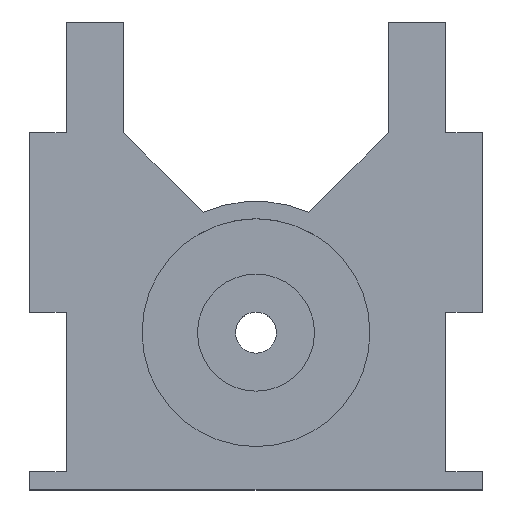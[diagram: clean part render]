
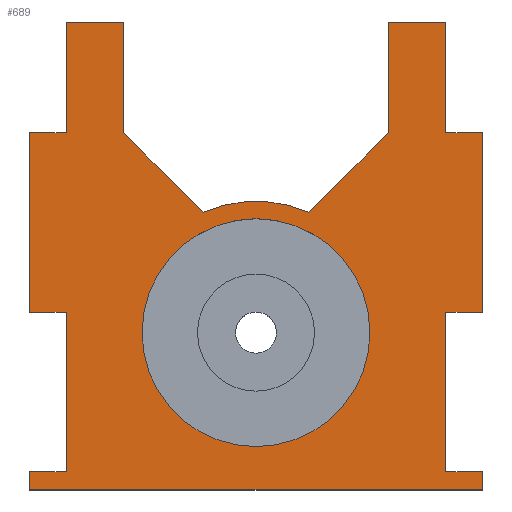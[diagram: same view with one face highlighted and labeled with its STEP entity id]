
A CAD part, top view. The second image highlights one B-rep face of the part: STEP entity #689.
In plain terms, the highlighted planar face has unit normal (0, 0, 1).
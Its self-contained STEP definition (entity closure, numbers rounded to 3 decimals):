
#24=FACE_BOUND('',#98,.T.);
#43=CIRCLE('',#750,7.5);
#44=CIRCLE('',#752,8.65);
#58=FACE_OUTER_BOUND('',#97,.T.);
#97=EDGE_LOOP('',(#499,#500,#501,#502,#503,#504,#505,#506,#507,#508,#509,
#510,#511,#512,#513,#514,#515,#516,#517,#518,#519,#520));
#98=EDGE_LOOP('',(#521));
#149=LINE('',#1028,#231);
#150=LINE('',#1030,#232);
#151=LINE('',#1032,#233);
#152=LINE('',#1034,#234);
#153=LINE('',#1038,#235);
#154=LINE('',#1040,#236);
#155=LINE('',#1042,#237);
#156=LINE('',#1044,#238);
#157=LINE('',#1046,#239);
#158=LINE('',#1048,#240);
#159=LINE('',#1050,#241);
#160=LINE('',#1052,#242);
#161=LINE('',#1054,#243);
#162=LINE('',#1056,#244);
#163=LINE('',#1058,#245);
#164=LINE('',#1060,#246);
#165=LINE('',#1062,#247);
#166=LINE('',#1064,#248);
#167=LINE('',#1066,#249);
#168=LINE('',#1068,#250);
#169=LINE('',#1069,#251);
#231=VECTOR('',#845,10.);
#232=VECTOR('',#846,10.);
#233=VECTOR('',#847,10.);
#234=VECTOR('',#848,10.);
#235=VECTOR('',#851,10.);
#236=VECTOR('',#852,10.);
#237=VECTOR('',#853,10.);
#238=VECTOR('',#854,10.);
#239=VECTOR('',#855,10.);
#240=VECTOR('',#856,10.);
#241=VECTOR('',#857,10.);
#242=VECTOR('',#858,10.);
#243=VECTOR('',#859,10.);
#244=VECTOR('',#860,10.);
#245=VECTOR('',#861,10.);
#246=VECTOR('',#862,10.);
#247=VECTOR('',#863,10.);
#248=VECTOR('',#864,10.);
#249=VECTOR('',#865,10.);
#250=VECTOR('',#866,10.);
#251=VECTOR('',#867,10.);
#314=VERTEX_POINT('',#1022);
#315=VERTEX_POINT('',#1026);
#316=VERTEX_POINT('',#1027);
#317=VERTEX_POINT('',#1029);
#318=VERTEX_POINT('',#1031);
#319=VERTEX_POINT('',#1033);
#320=VERTEX_POINT('',#1035);
#321=VERTEX_POINT('',#1037);
#322=VERTEX_POINT('',#1039);
#323=VERTEX_POINT('',#1041);
#324=VERTEX_POINT('',#1043);
#325=VERTEX_POINT('',#1045);
#326=VERTEX_POINT('',#1047);
#327=VERTEX_POINT('',#1049);
#328=VERTEX_POINT('',#1051);
#329=VERTEX_POINT('',#1053);
#330=VERTEX_POINT('',#1055);
#331=VERTEX_POINT('',#1057);
#332=VERTEX_POINT('',#1059);
#333=VERTEX_POINT('',#1061);
#334=VERTEX_POINT('',#1063);
#335=VERTEX_POINT('',#1065);
#336=VERTEX_POINT('',#1067);
#387=EDGE_CURVE('',#314,#314,#43,.T.);
#388=EDGE_CURVE('',#315,#316,#149,.T.);
#389=EDGE_CURVE('',#316,#317,#150,.T.);
#390=EDGE_CURVE('',#317,#318,#151,.T.);
#391=EDGE_CURVE('',#318,#319,#152,.T.);
#392=EDGE_CURVE('',#319,#320,#44,.T.);
#393=EDGE_CURVE('',#320,#321,#153,.T.);
#394=EDGE_CURVE('',#321,#322,#154,.T.);
#395=EDGE_CURVE('',#322,#323,#155,.T.);
#396=EDGE_CURVE('',#323,#324,#156,.T.);
#397=EDGE_CURVE('',#324,#325,#157,.T.);
#398=EDGE_CURVE('',#325,#326,#158,.T.);
#399=EDGE_CURVE('',#326,#327,#159,.T.);
#400=EDGE_CURVE('',#327,#328,#160,.T.);
#401=EDGE_CURVE('',#328,#329,#161,.T.);
#402=EDGE_CURVE('',#329,#330,#162,.T.);
#403=EDGE_CURVE('',#330,#331,#163,.T.);
#404=EDGE_CURVE('',#331,#332,#164,.T.);
#405=EDGE_CURVE('',#332,#333,#165,.T.);
#406=EDGE_CURVE('',#333,#334,#166,.T.);
#407=EDGE_CURVE('',#334,#335,#167,.T.);
#408=EDGE_CURVE('',#335,#336,#168,.T.);
#409=EDGE_CURVE('',#336,#315,#169,.T.);
#499=ORIENTED_EDGE('',*,*,#388,.T.);
#500=ORIENTED_EDGE('',*,*,#389,.T.);
#501=ORIENTED_EDGE('',*,*,#390,.T.);
#502=ORIENTED_EDGE('',*,*,#391,.T.);
#503=ORIENTED_EDGE('',*,*,#392,.T.);
#504=ORIENTED_EDGE('',*,*,#393,.T.);
#505=ORIENTED_EDGE('',*,*,#394,.T.);
#506=ORIENTED_EDGE('',*,*,#395,.T.);
#507=ORIENTED_EDGE('',*,*,#396,.T.);
#508=ORIENTED_EDGE('',*,*,#397,.T.);
#509=ORIENTED_EDGE('',*,*,#398,.T.);
#510=ORIENTED_EDGE('',*,*,#399,.T.);
#511=ORIENTED_EDGE('',*,*,#400,.T.);
#512=ORIENTED_EDGE('',*,*,#401,.T.);
#513=ORIENTED_EDGE('',*,*,#402,.T.);
#514=ORIENTED_EDGE('',*,*,#403,.T.);
#515=ORIENTED_EDGE('',*,*,#404,.T.);
#516=ORIENTED_EDGE('',*,*,#405,.T.);
#517=ORIENTED_EDGE('',*,*,#406,.T.);
#518=ORIENTED_EDGE('',*,*,#407,.T.);
#519=ORIENTED_EDGE('',*,*,#408,.T.);
#520=ORIENTED_EDGE('',*,*,#409,.T.);
#521=ORIENTED_EDGE('',*,*,#387,.T.);
#654=PLANE('',#751);
#689=ADVANCED_FACE('',(#58,#24),#654,.T.);
#750=AXIS2_PLACEMENT_3D('',#1024,#841,#842);
#751=AXIS2_PLACEMENT_3D('',#1025,#843,#844);
#752=AXIS2_PLACEMENT_3D('',#1036,#849,#850);
#841=DIRECTION('center_axis',(0.,0.,-1.));
#842=DIRECTION('ref_axis',(1.,0.,0.));
#843=DIRECTION('center_axis',(0.,0.,1.));
#844=DIRECTION('ref_axis',(1.,0.,0.));
#845=DIRECTION('',(0.,1.,0.));
#846=DIRECTION('',(-1.,0.,0.));
#847=DIRECTION('',(0.,-1.,0.));
#848=DIRECTION('',(-0.707,-0.707,0.));
#849=DIRECTION('center_axis',(0.,0.,1.));
#850=DIRECTION('ref_axis',(1.,0.,0.));
#851=DIRECTION('',(-0.707,0.707,0.));
#852=DIRECTION('',(0.,1.,0.));
#853=DIRECTION('',(-1.,0.,0.));
#854=DIRECTION('',(0.,-1.,0.));
#855=DIRECTION('',(-1.,0.,0.));
#856=DIRECTION('',(0.,-1.,0.));
#857=DIRECTION('',(1.,0.,0.));
#858=DIRECTION('',(0.,-1.,0.));
#859=DIRECTION('',(-1.,0.,0.));
#860=DIRECTION('',(0.,-1.,0.));
#861=DIRECTION('',(1.,0.,0.));
#862=DIRECTION('',(0.,1.,0.));
#863=DIRECTION('',(-1.,0.,0.));
#864=DIRECTION('',(0.,1.,0.));
#865=DIRECTION('',(1.,0.,0.));
#866=DIRECTION('',(0.,1.,0.));
#867=DIRECTION('',(-1.,0.,0.));
#1022=CARTESIAN_POINT('',(42.5,-5.05,6.));
#1024=CARTESIAN_POINT('Origin',(50.,-5.05,6.));
#1025=CARTESIAN_POINT('Origin',(50.,0.,6.));
#1026=CARTESIAN_POINT('',(62.5,8.1,6.));
#1027=CARTESIAN_POINT('',(62.5,15.4,6.));
#1028=CARTESIAN_POINT('',(62.5,8.1,6.));
#1029=CARTESIAN_POINT('',(58.7,15.4,6.));
#1030=CARTESIAN_POINT('',(62.5,15.4,6.));
#1031=CARTESIAN_POINT('',(58.7,8.1,6.));
#1032=CARTESIAN_POINT('',(58.7,15.4,6.));
#1033=CARTESIAN_POINT('',(53.472,2.872,6.));
#1034=CARTESIAN_POINT('',(58.7,8.1,6.));
#1035=CARTESIAN_POINT('',(46.528,2.872,6.));
#1036=CARTESIAN_POINT('Origin',(50.,-5.05,6.));
#1037=CARTESIAN_POINT('',(41.3,8.1,6.));
#1038=CARTESIAN_POINT('',(41.3,8.1,6.));
#1039=CARTESIAN_POINT('',(41.3,15.4,6.));
#1040=CARTESIAN_POINT('',(41.3,15.4,6.));
#1041=CARTESIAN_POINT('',(37.5,15.4,6.));
#1042=CARTESIAN_POINT('',(37.5,15.4,6.));
#1043=CARTESIAN_POINT('',(37.5,8.1,6.));
#1044=CARTESIAN_POINT('',(37.5,8.1,6.));
#1045=CARTESIAN_POINT('',(35.1,8.1,6.));
#1046=CARTESIAN_POINT('',(37.5,8.1,6.));
#1047=CARTESIAN_POINT('',(35.1,-3.7,6.));
#1048=CARTESIAN_POINT('',(35.1,-15.4,6.));
#1049=CARTESIAN_POINT('',(37.5,-3.7,6.));
#1050=CARTESIAN_POINT('',(37.5,-3.7,6.));
#1051=CARTESIAN_POINT('',(37.5,-14.2,6.));
#1052=CARTESIAN_POINT('',(37.5,-14.2,6.));
#1053=CARTESIAN_POINT('',(35.1,-14.2,6.));
#1054=CARTESIAN_POINT('',(35.1,-14.2,6.));
#1055=CARTESIAN_POINT('',(35.1,-15.4,6.));
#1056=CARTESIAN_POINT('',(35.1,-15.4,6.));
#1057=CARTESIAN_POINT('',(64.9,-15.4,6.));
#1058=CARTESIAN_POINT('',(64.9,-15.4,6.));
#1059=CARTESIAN_POINT('',(64.9,-14.2,6.));
#1060=CARTESIAN_POINT('',(64.9,-14.2,6.));
#1061=CARTESIAN_POINT('',(62.5,-14.2,6.));
#1062=CARTESIAN_POINT('',(35.1,-14.2,6.));
#1063=CARTESIAN_POINT('',(62.5,-3.7,6.));
#1064=CARTESIAN_POINT('',(62.5,-14.2,6.));
#1065=CARTESIAN_POINT('',(64.9,-3.7,6.));
#1066=CARTESIAN_POINT('',(62.5,-3.7,6.));
#1067=CARTESIAN_POINT('',(64.9,8.1,6.));
#1068=CARTESIAN_POINT('',(64.9,15.4,6.));
#1069=CARTESIAN_POINT('',(62.5,8.1,6.));
